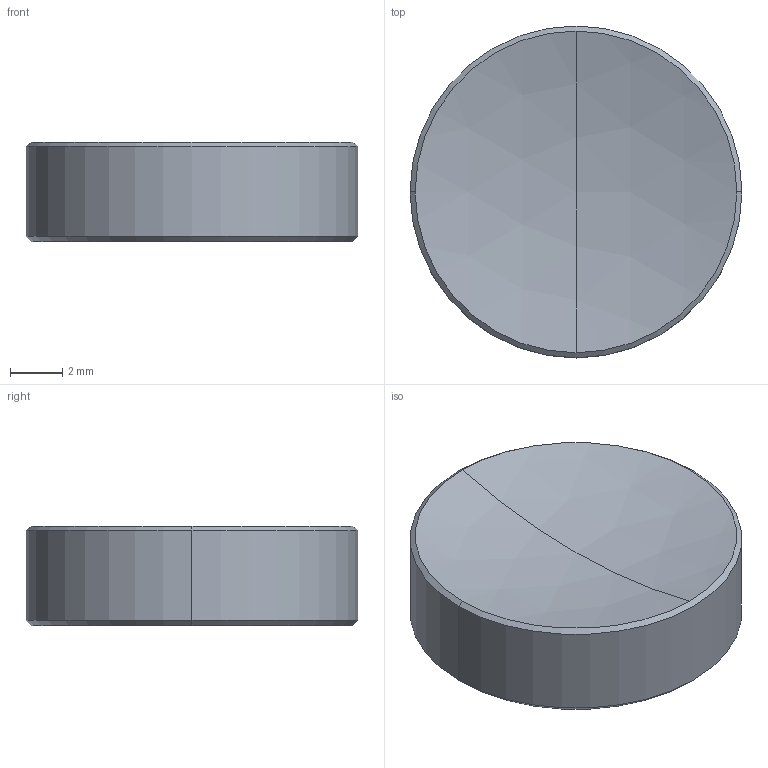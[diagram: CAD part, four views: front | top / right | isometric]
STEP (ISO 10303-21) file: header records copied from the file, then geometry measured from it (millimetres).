
FILE_DESCRIPTION (( 'STEP AP214' ), '1' );
FILE_NAME ('22653-E0W.STEP', '2011-07-14T15:36:56', ( 'Admin' ), ( '' ), 'SwSTEP 2.0', 'SolidWorks 2011', '' );
FILE_SCHEMA (( 'AUTOMOTIVE_DESIGN' ));
Length unit declared in the file: millimetre
Products named in the file (1): 22653-E0W
Bounding box: 12.7 x 12.7 x 3.8 mm (x, y, z)
Surface area: 398.5 mm2 (no closed solid volume)
Topology: 0 solids, 25 shells, 44 faces, 485 edges, 467 vertices
Faces by surface type: plane 34, cone 4, cylinder 2, sphere 2, bspline 2
Entity records: 7596 total; most frequent: CARTESIAN_POINT 4151, ORIENTED_EDGE 516, EDGE_CURVE 485, VERTEX_POINT 467, DIRECTION 389, VECTOR 279, LINE 279, B_SPLINE_CURVE_WITH_KNOTS 194
